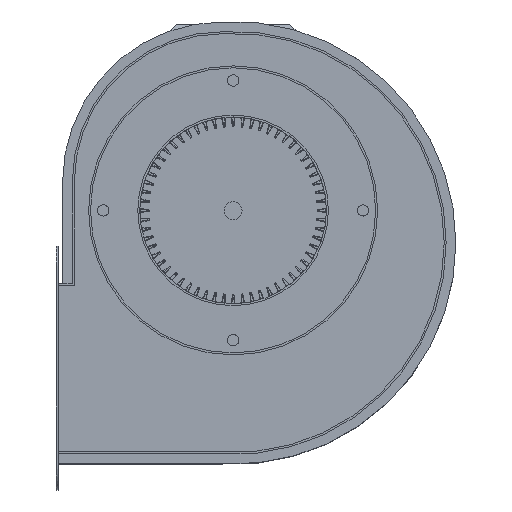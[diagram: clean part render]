
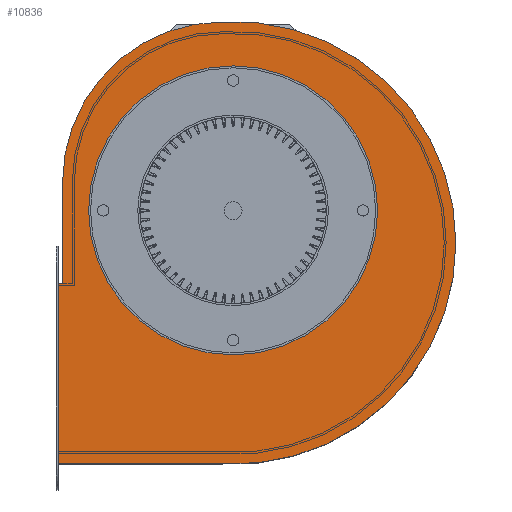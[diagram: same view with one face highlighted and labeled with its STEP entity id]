
A CAD part, top view. The second image highlights one B-rep face of the part: STEP entity #10836.
In plain terms, the highlighted planar face has unit normal (0, 0, 1).
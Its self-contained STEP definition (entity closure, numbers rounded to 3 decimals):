
#276 = EDGE_CURVE ( 'NONE', #29844, #40905, #35958, .T. ) ;
#412 = ORIENTED_EDGE ( 'NONE', *, *, #45727, .F. ) ;
#1571 = VERTEX_POINT ( 'NONE', #41750 ) ;
#2970 = AXIS2_PLACEMENT_3D ( 'NONE', #50991, #6409, #22448 ) ;
#4918 = CARTESIAN_POINT ( 'NONE',  ( 89., 0., 60. ) ) ;
#5163 = CARTESIAN_POINT ( 'NONE',  ( 0., 0., 60. ) ) ;
#6248 = ORIENTED_EDGE ( 'NONE', *, *, #36397, .F. ) ;
#6409 = DIRECTION ( 'NONE',  ( 0., 0., -1. ) ) ;
#7250 = DIRECTION ( 'NONE',  ( 0., -1., 0. ) ) ;
#8210 = ORIENTED_EDGE ( 'NONE', *, *, #276, .F. ) ;
#8355 = DIRECTION ( 'NONE',  ( 0., 0., -1. ) ) ;
#8959 = DIRECTION ( 'NONE',  ( 1., 0., 0. ) ) ;
#9407 = CARTESIAN_POINT ( 'NONE',  ( -6.5, -156., 60. ) ) ;
#9576 = DIRECTION ( 'NONE',  ( -1., 0., 0. ) ) ;
#9803 = DIRECTION ( 'NONE',  ( 1., 0., 0. ) ) ;
#10836 = ADVANCED_FACE ( 'NONE', ( #41028, #25045 ), #50320, .T. ) ;
#11751 = CARTESIAN_POINT ( 'NONE',  ( 0., -156., 60. ) ) ;
#12128 = LINE ( 'NONE', #32394, #23631 ) ;
#12282 = ORIENTED_EDGE ( 'NONE', *, *, #34748, .F. ) ;
#13060 = DIRECTION ( 'NONE',  ( 0., 0., 1. ) ) ;
#13418 = AXIS2_PLACEMENT_3D ( 'NONE', #29430, #13060, #8959 ) ;
#13880 = DIRECTION ( 'NONE',  ( 1., 0., 0. ) ) ;
#14891 = VECTOR ( 'NONE', #9576, 1000. ) ;
#16464 = ORIENTED_EDGE ( 'NONE', *, *, #20226, .T. ) ;
#17393 = AXIS2_PLACEMENT_3D ( 'NONE', #47258, #51522, #39031 ) ;
#17864 = ORIENTED_EDGE ( 'NONE', *, *, #36267, .T. ) ;
#18101 = VERTEX_POINT ( 'NONE', #22017 ) ;
#18150 = CARTESIAN_POINT ( 'NONE',  ( -107.8, -44.8, 60. ) ) ;
#20226 = EDGE_CURVE ( 'NONE', #22518, #49821, #46812, .T. ) ;
#20246 = ORIENTED_EDGE ( 'NONE', *, *, #51283, .F. ) ;
#21900 = DIRECTION ( 'NONE',  ( 0., 0., 1. ) ) ;
#22017 = CARTESIAN_POINT ( 'NONE',  ( -105., 17.5, 60. ) ) ;
#22448 = DIRECTION ( 'NONE',  ( 1., 0., 0. ) ) ;
#22518 = VERTEX_POINT ( 'NONE', #23341 ) ;
#22968 = CIRCLE ( 'NONE', #44261, 89. ) ;
#22980 = AXIS2_PLACEMENT_3D ( 'NONE', #5163, #21900, #9803 ) ;
#23341 = CARTESIAN_POINT ( 'NONE',  ( -105., -44.8, 60. ) ) ;
#23631 = VECTOR ( 'NONE', #52777, 1000. ) ;
#24035 = EDGE_LOOP ( 'NONE', ( #12282, #6248 ) ) ;
#25045 = FACE_BOUND ( 'NONE', #24035, .T. ) ;
#25908 = CARTESIAN_POINT ( 'NONE',  ( 0., -44.8, 60. ) ) ;
#26652 = CARTESIAN_POINT ( 'NONE',  ( -105., 0., 60. ) ) ;
#26827 = VERTEX_POINT ( 'NONE', #46595 ) ;
#27420 = ORIENTED_EDGE ( 'NONE', *, *, #50714, .F. ) ;
#29196 = VECTOR ( 'NONE', #7250, 1000. ) ;
#29430 = CARTESIAN_POINT ( 'NONE',  ( 0., 0., 60. ) ) ;
#29844 = VERTEX_POINT ( 'NONE', #9407 ) ;
#29906 = AXIS2_PLACEMENT_3D ( 'NONE', #32717, #8355, #41150 ) ;
#32394 = CARTESIAN_POINT ( 'NONE',  ( -107.8, 0., 60. ) ) ;
#32717 = CARTESIAN_POINT ( 'NONE',  ( 1., -20., 60. ) ) ;
#33994 = CARTESIAN_POINT ( 'NONE',  ( 0., 0., 60. ) ) ;
#34748 = EDGE_CURVE ( 'NONE', #1571, #44730, #40368, .T. ) ;
#35897 = CIRCLE ( 'NONE', #17393, 98.5 ) ;
#35958 = LINE ( 'NONE', #11751, #40501 ) ;
#36267 = EDGE_CURVE ( 'NONE', #49821, #40905, #12128, .T. ) ;
#36397 = EDGE_CURVE ( 'NONE', #44730, #1571, #22968, .T. ) ;
#36860 = CARTESIAN_POINT ( 'NONE',  ( -107.8, -156., 60. ) ) ;
#38176 = EDGE_CURVE ( 'NONE', #18101, #22518, #50911, .T. ) ;
#39031 = DIRECTION ( 'NONE',  ( 1., 0., 0. ) ) ;
#40278 = DIRECTION ( 'NONE',  ( -1., 0., 0. ) ) ;
#40368 = CIRCLE ( 'NONE', #22980, 89. ) ;
#40501 = VECTOR ( 'NONE', #40278, 1000. ) ;
#40905 = VERTEX_POINT ( 'NONE', #36860 ) ;
#41028 = FACE_OUTER_BOUND ( 'NONE', #48713, .T. ) ;
#41150 = DIRECTION ( 'NONE',  ( 1., 0., 0. ) ) ;
#41750 = CARTESIAN_POINT ( 'NONE',  ( -89., 0., 60. ) ) ;
#41759 = CIRCLE ( 'NONE', #2970, 136.207 ) ;
#44261 = AXIS2_PLACEMENT_3D ( 'NONE', #33994, #49583, #13880 ) ;
#44730 = VERTEX_POINT ( 'NONE', #4918 ) ;
#44812 = ORIENTED_EDGE ( 'NONE', *, *, #38176, .T. ) ;
#45727 = EDGE_CURVE ( 'NONE', #26827, #48792, #45969, .T. ) ;
#45969 = CIRCLE ( 'NONE', #29906, 136.207 ) ;
#46595 = CARTESIAN_POINT ( 'NONE',  ( -6.5, 116., 60. ) ) ;
#46812 = LINE ( 'NONE', #25908, #14891 ) ;
#47137 = CARTESIAN_POINT ( 'NONE',  ( 137.207, -20., 60. ) ) ;
#47258 = CARTESIAN_POINT ( 'NONE',  ( -6.5, 17.5, 60. ) ) ;
#48713 = EDGE_LOOP ( 'NONE', ( #16464, #17864, #8210, #27420, #412, #20246, #44812 ) ) ;
#48792 = VERTEX_POINT ( 'NONE', #47137 ) ;
#49583 = DIRECTION ( 'NONE',  ( 0., 0., 1. ) ) ;
#49821 = VERTEX_POINT ( 'NONE', #18150 ) ;
#50320 = PLANE ( 'NONE',  #13418 ) ;
#50714 = EDGE_CURVE ( 'NONE', #48792, #29844, #41759, .T. ) ;
#50911 = LINE ( 'NONE', #26652, #29196 ) ;
#50991 = CARTESIAN_POINT ( 'NONE',  ( 1., -20., 60. ) ) ;
#51283 = EDGE_CURVE ( 'NONE', #18101, #26827, #35897, .T. ) ;
#51522 = DIRECTION ( 'NONE',  ( 0., 0., -1. ) ) ;
#52777 = DIRECTION ( 'NONE',  ( 0., -1., 0. ) ) ;
